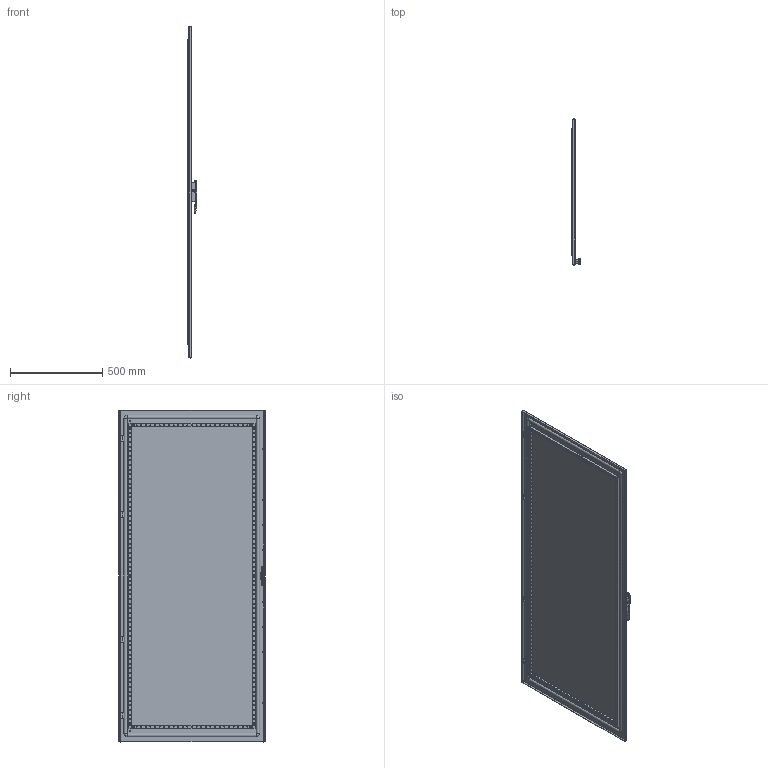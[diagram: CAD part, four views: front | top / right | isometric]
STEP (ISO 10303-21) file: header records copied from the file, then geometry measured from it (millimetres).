
FILE_DESCRIPTION(('CATIA V5 STEP Exchange'),'2;1');
FILE_NAME('EC1880K.stp','2015-01-09T13:27:45+00:00',('none'),('none'),'CATIA Version 5 Release 20 SP 6 (IN-10)','CATIA V5 STEP AP203','none');
FILE_SCHEMA(('CONFIG_CONTROL_DESIGN'));
Length unit declared in the file: millimetre
Products named in the file (3): Assieme_porta_cieca_1800x0800_IS2_estetico; Assieme_maniglia_IS2_estetico; Assieme_telaio_porta_1800x0800
Assembly tree (20 placements, depth 3):
  Assieme_porta_cieca_1800x0800_IS2_estetico
    #58
    Assieme_maniglia_IS2_estetico
      #7129
      #13310
      #20427
    Assieme_telaio_porta_1800x0800
      #26236  x2
      #30456  x2
      #39676  x10
Bounding box: 53.42 x 789.84 x 1796 mm (x, y, z)
Volume: 4062840.2 mm3; surface area: 3659229.8 mm2
Topology: 22 solids, 22 shells, 1673 faces, 4519 edges, 2938 vertices
Faces by surface type: cylinder 992, plane 383, bspline 160, cone 124, torus 12, sphere 2
Entity records: 40037 total; most frequent: CARTESIAN_POINT 15824, ORIENTED_EDGE 5686, DIRECTION 3432, EDGE_CURVE 2843, VERTEX_POINT 1848, AXIS2_PLACEMENT_3D 1734, EDGE_LOOP 1539, CIRCLE 1140
